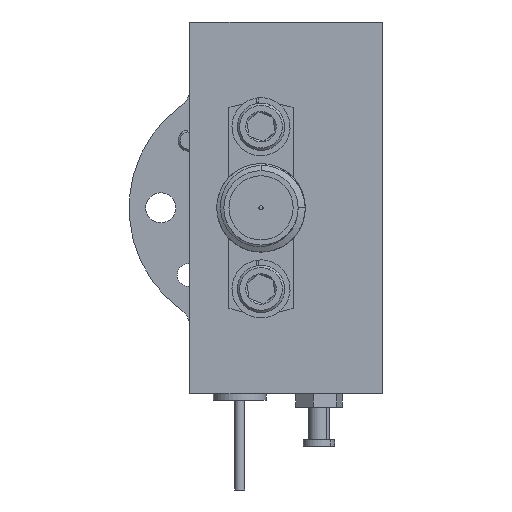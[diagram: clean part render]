
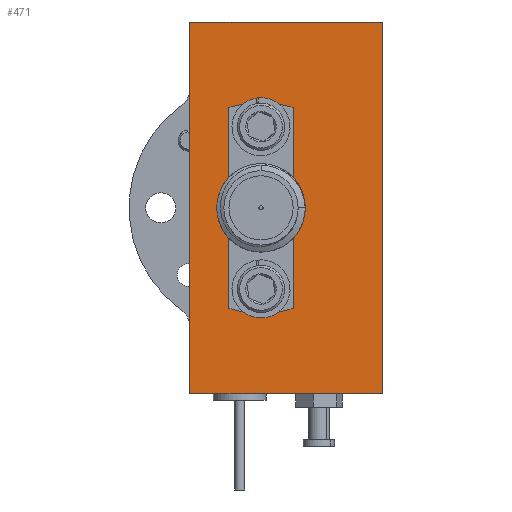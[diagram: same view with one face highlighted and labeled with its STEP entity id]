
A CAD part, left-side view. The second image highlights one B-rep face of the part: STEP entity #471.
In plain terms, the highlighted planar face has unit normal (-1, 0, 0).
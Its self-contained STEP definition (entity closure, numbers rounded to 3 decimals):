
#164 = CARTESIAN_POINT ( 'NONE',  ( -22.86, 14.478, 13.97 ) ) ;
#324 = DIRECTION ( 'NONE',  ( 0., -1., 0. ) ) ;
#471 = ADVANCED_FACE ( 'NONE', ( #5642, #10291 ), #10525, .F. ) ;
#589 = ORIENTED_EDGE ( 'NONE', *, *, #6021, .T. ) ;
#918 = VERTEX_POINT ( 'NONE', #6643 ) ;
#1500 = ORIENTED_EDGE ( 'NONE', *, *, #9064, .F. ) ;
#1780 = CARTESIAN_POINT ( 'NONE',  ( -22.86, 14.478, 13.97 ) ) ;
#1920 = VERTEX_POINT ( 'NONE', #4616 ) ;
#2007 = AXIS2_PLACEMENT_3D ( 'NONE', #1780, #4301, #13961 ) ;
#2166 = ORIENTED_EDGE ( 'NONE', *, *, #8139, .F. ) ;
#2457 = VECTOR ( 'NONE', #2563, 1000. ) ;
#2534 = DIRECTION ( 'NONE',  ( 0., 0., -1. ) ) ;
#2563 = DIRECTION ( 'NONE',  ( 0., 0., 1. ) ) ;
#2728 = CARTESIAN_POINT ( 'NONE',  ( -22.86, 0., 13.97 ) ) ;
#2931 = ORIENTED_EDGE ( 'NONE', *, *, #3006, .T. ) ;
#3006 = EDGE_CURVE ( 'NONE', #5860, #6966, #10870, .T. ) ;
#3198 = LINE ( 'NONE', #10117, #5157 ) ;
#3474 = VERTEX_POINT ( 'NONE', #15539 ) ;
#3563 = CARTESIAN_POINT ( 'NONE',  ( -22.86, 9.131, -1.905 ) ) ;
#4086 = DIRECTION ( 'NONE',  ( 1., 0., 0. ) ) ;
#4177 = VECTOR ( 'NONE', #324, 1000. ) ;
#4301 = DIRECTION ( 'NONE',  ( 1., 0., 0. ) ) ;
#4616 = CARTESIAN_POINT ( 'NONE',  ( -22.86, 14.478, -13.97 ) ) ;
#5157 = VECTOR ( 'NONE', #14875, 1000. ) ;
#5325 = LINE ( 'NONE', #2728, #2457 ) ;
#5598 = EDGE_LOOP ( 'NONE', ( #13102, #2931 ) ) ;
#5607 = AXIS2_PLACEMENT_3D ( 'NONE', #14833, #4086, #7724 ) ;
#5642 = FACE_BOUND ( 'NONE', #5598, .T. ) ;
#5860 = VERTEX_POINT ( 'NONE', #3563 ) ;
#6021 = EDGE_CURVE ( 'NONE', #1920, #3474, #11186, .T. ) ;
#6031 = DIRECTION ( 'NONE',  ( 0., 0., 1. ) ) ;
#6104 = LINE ( 'NONE', #7140, #6893 ) ;
#6643 = CARTESIAN_POINT ( 'NONE',  ( -22.86, 0., 13.97 ) ) ;
#6893 = VECTOR ( 'NONE', #6031, 1000. ) ;
#6966 = VERTEX_POINT ( 'NONE', #10409 ) ;
#7140 = CARTESIAN_POINT ( 'NONE',  ( -22.86, 14.478, 13.97 ) ) ;
#7724 = DIRECTION ( 'NONE',  ( 0., 0., -1. ) ) ;
#8139 = EDGE_CURVE ( 'NONE', #12503, #918, #3198, .T. ) ;
#8514 = CARTESIAN_POINT ( 'NONE',  ( -22.86, 9.131, 0. ) ) ;
#9064 = EDGE_CURVE ( 'NONE', #1920, #12503, #6104, .T. ) ;
#9942 = CIRCLE ( 'NONE', #11684, 1.905 ) ;
#9995 = EDGE_CURVE ( 'NONE', #6966, #5860, #9942, .T. ) ;
#10117 = CARTESIAN_POINT ( 'NONE',  ( -22.86, 14.478, 13.97 ) ) ;
#10291 = FACE_OUTER_BOUND ( 'NONE', #11102, .T. ) ;
#10409 = CARTESIAN_POINT ( 'NONE',  ( -22.86, 9.131, 1.905 ) ) ;
#10525 = PLANE ( 'NONE',  #2007 ) ;
#10870 = CIRCLE ( 'NONE', #5607, 1.905 ) ;
#11102 = EDGE_LOOP ( 'NONE', ( #11808, #2166, #1500, #589 ) ) ;
#11186 = LINE ( 'NONE', #14611, #4177 ) ;
#11684 = AXIS2_PLACEMENT_3D ( 'NONE', #8514, #13288, #2534 ) ;
#11808 = ORIENTED_EDGE ( 'NONE', *, *, #13334, .T. ) ;
#12503 = VERTEX_POINT ( 'NONE', #164 ) ;
#13102 = ORIENTED_EDGE ( 'NONE', *, *, #9995, .T. ) ;
#13288 = DIRECTION ( 'NONE',  ( 1., 0., 0. ) ) ;
#13334 = EDGE_CURVE ( 'NONE', #3474, #918, #5325, .T. ) ;
#13961 = DIRECTION ( 'NONE',  ( 0., 0., -1. ) ) ;
#14611 = CARTESIAN_POINT ( 'NONE',  ( -22.86, 14.478, -13.97 ) ) ;
#14833 = CARTESIAN_POINT ( 'NONE',  ( -22.86, 9.131, 0. ) ) ;
#14875 = DIRECTION ( 'NONE',  ( 0., -1., 0. ) ) ;
#15539 = CARTESIAN_POINT ( 'NONE',  ( -22.86, 0., -13.97 ) ) ;
